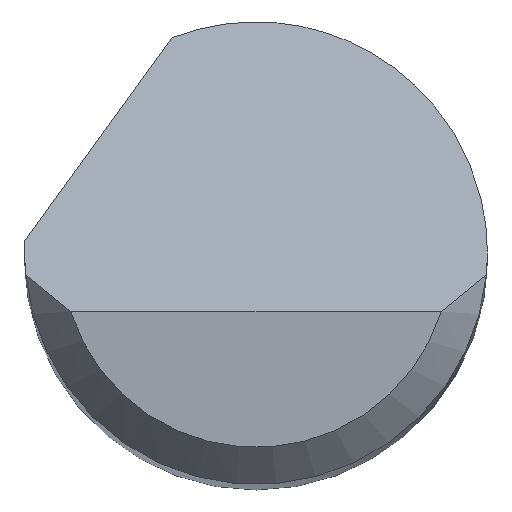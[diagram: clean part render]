
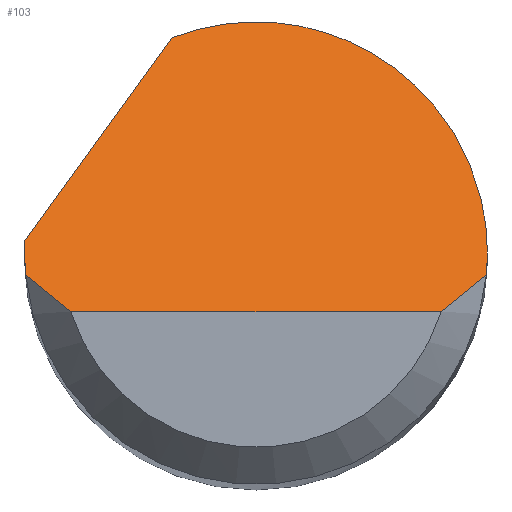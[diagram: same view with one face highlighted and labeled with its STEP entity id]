
A CAD part, top view. The second image highlights one B-rep face of the part: STEP entity #103.
In plain terms, the highlighted planar face has unit normal (0, 0.707, 0.707).
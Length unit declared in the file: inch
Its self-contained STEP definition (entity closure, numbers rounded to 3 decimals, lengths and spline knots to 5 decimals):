
#5 = CARTESIAN_POINT ( 'NONE',  ( -0.09334, -0.00875, 1.485 ) ) ;
#16 = CARTESIAN_POINT ( 'NONE',  ( 0.07508, -0.02375, 1.5 ) ) ;
#42 = DIRECTION ( 'NONE',  ( 1., 0., 0. ) ) ;
#47 = CARTESIAN_POINT ( 'NONE',  ( 0.09375, 0., 1.47625 ) ) ;
#51 = CARTESIAN_POINT ( 'NONE',  ( 0.09334, -0.00875, 1.485 ) ) ;
#52 = ORIENTED_EDGE ( 'NONE', *, *, #549, .T. ) ;
#58 = CARTESIAN_POINT ( 'NONE',  ( -0.08761, -0.01397, 1.49022 ) ) ;
#64 = CARTESIAN_POINT ( 'NONE',  ( -0.11014, -0.01781, 1.49406 ) ) ;
#70 = EDGE_CURVE ( 'NONE', #554, #455, #430, .T. ) ;
#80 = CARTESIAN_POINT ( 'NONE',  ( -0.09375, -0.02375, 1.5 ) ) ;
#92 = CARTESIAN_POINT ( 'NONE',  ( -0.09375, 0., 1.47625 ) ) ;
#103 = ADVANCED_FACE ( 'NONE', ( #551 ), #300, .F. ) ;
#107 = EDGE_CURVE ( 'NONE', #540, #109, #299, .T. ) ;
#109 = VERTEX_POINT ( 'NONE', #466 ) ;
#114 = CARTESIAN_POINT ( 'NONE',  ( 0.03379, 0.11369, 1.36256 ) ) ;
#129 = CARTESIAN_POINT ( 'NONE',  ( -0.09375, -0.00292, 1.47917 ) ) ;
#166 = DIRECTION ( 'NONE',  ( 0., -0.707, -0.707 ) ) ;
#170 = CARTESIAN_POINT ( 'NONE',  ( 0.09375, -0.00292, 1.47917 ) ) ;
#171 = AXIS2_PLACEMENT_3D ( 'NONE', #80, #166, #342 ) ;
#176 = CARTESIAN_POINT ( 'NONE',  ( -0.09361, -0.00584, 1.48209 ) ) ;
#179 = CARTESIAN_POINT ( 'NONE',  ( -0.09371, 0.00333, 1.47292 ) ) ;
#181 =( BOUNDED_CURVE ( )  B_SPLINE_CURVE ( 3, ( #331, #114, #406, #328 ),
 .UNSPECIFIED., .F., .T. ) 
 B_SPLINE_CURVE_WITH_KNOTS ( ( 4, 4 ),
 ( 5.91277, 7.85398 ),
 .UNSPECIFIED. ) 
 CURVE ( )  GEOMETRIC_REPRESENTATION_ITEM ( )  RATIONAL_B_SPLINE_CURVE ( ( 1., 0.71, 0.71, 1. ) ) 
 REPRESENTATION_ITEM ( '' )  );
#182 = B_SPLINE_CURVE_WITH_KNOTS ( 'NONE', 3,
 ( #404, #392, #327, #51 ),
 .UNSPECIFIED., .F., .F.,
 ( 4, 4 ),
 ( 0., 0.00071 ),
 .UNSPECIFIED. ) ;
#199 = ORIENTED_EDGE ( 'NONE', *, *, #267, .F. ) ;
#201 = CARTESIAN_POINT ( 'NONE',  ( -0.03394, 0.08739, 1.38886 ) ) ;
#206 = VECTOR ( 'NONE', #456, 39.37008 ) ;
#211 = EDGE_CURVE ( 'NONE', #313, #534, #461, .T. ) ;
#212 = VECTOR ( 'NONE', #42, 39.37008 ) ;
#218 = EDGE_CURVE ( 'NONE', #534, #394, #245, .T. ) ;
#235 = CARTESIAN_POINT ( 'NONE',  ( -0.09375, 0.00167, 1.47458 ) ) ;
#245 =( BOUNDED_CURVE ( )  B_SPLINE_CURVE ( 3, ( #274, #235, #179, #515 ),
 .UNSPECIFIED., .F., .T. ) 
 B_SPLINE_CURVE_WITH_KNOTS ( ( 4, 4 ),
 ( 4.71239, 4.76575 ),
 .UNSPECIFIED. ) 
 CURVE ( )  GEOMETRIC_REPRESENTATION_ITEM ( )  RATIONAL_B_SPLINE_CURVE ( ( 1., 1., 1., 1. ) ) 
 REPRESENTATION_ITEM ( '' )  );
#263 = VERTEX_POINT ( 'NONE', #201 ) ;
#267 = EDGE_CURVE ( 'NONE', #263, #540, #181, .T. ) ;
#274 = CARTESIAN_POINT ( 'NONE',  ( -0.09375, 0., 1.47625 ) ) ;
#288 = CARTESIAN_POINT ( 'NONE',  ( -0.09334, -0.00875, 1.485 ) ) ;
#290 = ORIENTED_EDGE ( 'NONE', *, *, #211, .F. ) ;
#291 = EDGE_CURVE ( 'NONE', #263, #394, #374, .T. ) ;
#299 =( BOUNDED_CURVE ( )  B_SPLINE_CURVE ( 3, ( #344, #170, #505, #512 ),
 .UNSPECIFIED., .F., .T. ) 
 B_SPLINE_CURVE_WITH_KNOTS ( ( 4, 4 ),
 ( 1.5708, 1.66427 ),
 .UNSPECIFIED. ) 
 CURVE ( )  GEOMETRIC_REPRESENTATION_ITEM ( )  RATIONAL_B_SPLINE_CURVE ( ( 1., 0.999, 0.999, 1. ) ) 
 REPRESENTATION_ITEM ( '' )  );
#300 = PLANE ( 'NONE',  #171 ) ;
#309 = ORIENTED_EDGE ( 'NONE', *, *, #291, .T. ) ;
#313 = VERTEX_POINT ( 'NONE', #288 ) ;
#316 = EDGE_LOOP ( 'NONE', ( #431, #52, #320, #199, #309, #514, #290, #475 ) ) ;
#319 = CARTESIAN_POINT ( 'NONE',  ( -0.07508, -0.02375, 1.5 ) ) ;
#320 = ORIENTED_EDGE ( 'NONE', *, *, #107, .F. ) ;
#323 = CARTESIAN_POINT ( 'NONE',  ( -0.09375, 0., 1.47625 ) ) ;
#327 = CARTESIAN_POINT ( 'NONE',  ( 0.08761, -0.01397, 1.49022 ) ) ;
#328 = CARTESIAN_POINT ( 'NONE',  ( 0.09375, 0., 1.47625 ) ) ;
#331 = CARTESIAN_POINT ( 'NONE',  ( -0.03394, 0.08739, 1.38886 ) ) ;
#342 = DIRECTION ( 'NONE',  ( 0., 0.707, -0.707 ) ) ;
#344 = CARTESIAN_POINT ( 'NONE',  ( 0.09375, 0., 1.47625 ) ) ;
#358 = CARTESIAN_POINT ( 'NONE',  ( -0.07508, -0.02375, 1.5 ) ) ;
#371 = CARTESIAN_POINT ( 'NONE',  ( -0.09362, 0.005, 1.47125 ) ) ;
#374 = LINE ( 'NONE', #64, #206 ) ;
#392 = CARTESIAN_POINT ( 'NONE',  ( 0.08157, -0.019, 1.49525 ) ) ;
#394 = VERTEX_POINT ( 'NONE', #371 ) ;
#404 = CARTESIAN_POINT ( 'NONE',  ( 0.07508, -0.02375, 1.5 ) ) ;
#406 = CARTESIAN_POINT ( 'NONE',  ( 0.09375, 0.07266, 1.40359 ) ) ;
#430 = LINE ( 'NONE', #553, #212 ) ;
#431 = ORIENTED_EDGE ( 'NONE', *, *, #70, .T. ) ;
#444 = CARTESIAN_POINT ( 'NONE',  ( -0.09334, -0.00875, 1.485 ) ) ;
#455 = VERTEX_POINT ( 'NONE', #16 ) ;
#456 = DIRECTION ( 'NONE',  ( -0.456, -0.629, 0.629 ) ) ;
#461 =( BOUNDED_CURVE ( )  B_SPLINE_CURVE ( 3, ( #5, #176, #129, #92 ),
 .UNSPECIFIED., .F., .T. ) 
 B_SPLINE_CURVE_WITH_KNOTS ( ( 4, 4 ),
 ( 4.61892, 4.71239 ),
 .UNSPECIFIED. ) 
 CURVE ( )  GEOMETRIC_REPRESENTATION_ITEM ( )  RATIONAL_B_SPLINE_CURVE ( ( 1., 0.999, 0.999, 1. ) ) 
 REPRESENTATION_ITEM ( '' )  );
#466 = CARTESIAN_POINT ( 'NONE',  ( 0.09334, -0.00875, 1.485 ) ) ;
#474 = CARTESIAN_POINT ( 'NONE',  ( -0.08157, -0.019, 1.49525 ) ) ;
#475 = ORIENTED_EDGE ( 'NONE', *, *, #536, .T. ) ;
#505 = CARTESIAN_POINT ( 'NONE',  ( 0.09361, -0.00584, 1.48209 ) ) ;
#512 = CARTESIAN_POINT ( 'NONE',  ( 0.09334, -0.00875, 1.485 ) ) ;
#514 = ORIENTED_EDGE ( 'NONE', *, *, #218, .F. ) ;
#515 = CARTESIAN_POINT ( 'NONE',  ( -0.09362, 0.005, 1.47125 ) ) ;
#534 = VERTEX_POINT ( 'NONE', #323 ) ;
#536 = EDGE_CURVE ( 'NONE', #313, #554, #546, .T. ) ;
#540 = VERTEX_POINT ( 'NONE', #47 ) ;
#546 = B_SPLINE_CURVE_WITH_KNOTS ( 'NONE', 3,
 ( #444, #58, #474, #358 ),
 .UNSPECIFIED., .F., .F.,
 ( 4, 4 ),
 ( 0., 0.00071 ),
 .UNSPECIFIED. ) ;
#549 = EDGE_CURVE ( 'NONE', #455, #109, #182, .T. ) ;
#551 = FACE_OUTER_BOUND ( 'NONE', #316, .T. ) ;
#553 = CARTESIAN_POINT ( 'NONE',  ( 0., -0.02375, 1.5 ) ) ;
#554 = VERTEX_POINT ( 'NONE', #319 ) ;
